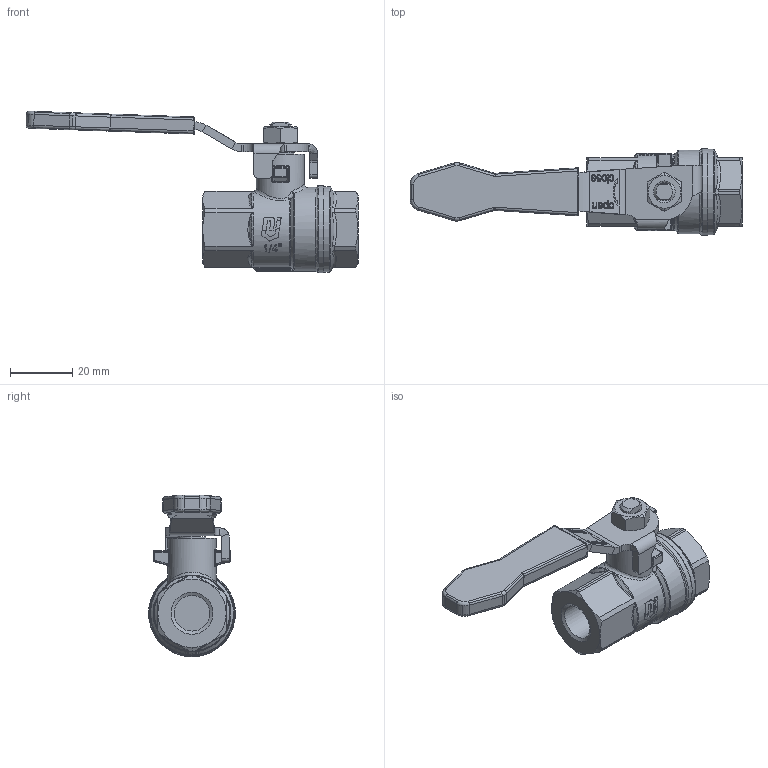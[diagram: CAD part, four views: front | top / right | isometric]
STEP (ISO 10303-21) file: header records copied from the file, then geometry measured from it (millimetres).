
FILE_DESCRIPTION(('HOOPS Exchange Step'),'2;1');
FILE_NAME('GK14_DN08.stp','2025-12-17T15:47:51+01:00',('nieru'),('Unknown organisation'),'HOOPS Exchange 2024.2','HOOPS Exchange','Unknown authorisation');
FILE_SCHEMA( ('AP203_CONFIGURATION_CONTROLLED_3D_DESIGN_OF_MECHANICAL_PARTS_AND_ASSEMBLIES_MIM_LF') );
Length unit declared in the file: millimetre
Products named in the file (2): 0; root
Assembly tree (1 placements, depth 2):
  root
    0
Bounding box: 106.91 x 28 x 52.03 mm (x, y, z)
Volume: 30683.3 mm3; surface area: 10768.1 mm2
Topology: 1 solids, 1 shells, 768 faces, 2041 edges, 1307 vertices
Faces by surface type: bspline 269, plane 247, cylinder 160, torus 43, cone 37, sphere 12
Full cylindrical faces by diameter (mm): 11.445 x2, 15.5 x1, 27 x1, 27.5 x1, 28 x1
Entity records: 31537 total; most frequent: CARTESIAN_POINT 14551, ORIENTED_EDGE 4050, DIRECTION 2425, EDGE_CURVE 2025, VERTEX_POINT 1307, B_SPLINE_CURVE_WITH_KNOTS 913, AXIS2_PLACEMENT_3D 911, EDGE_LOOP 816
